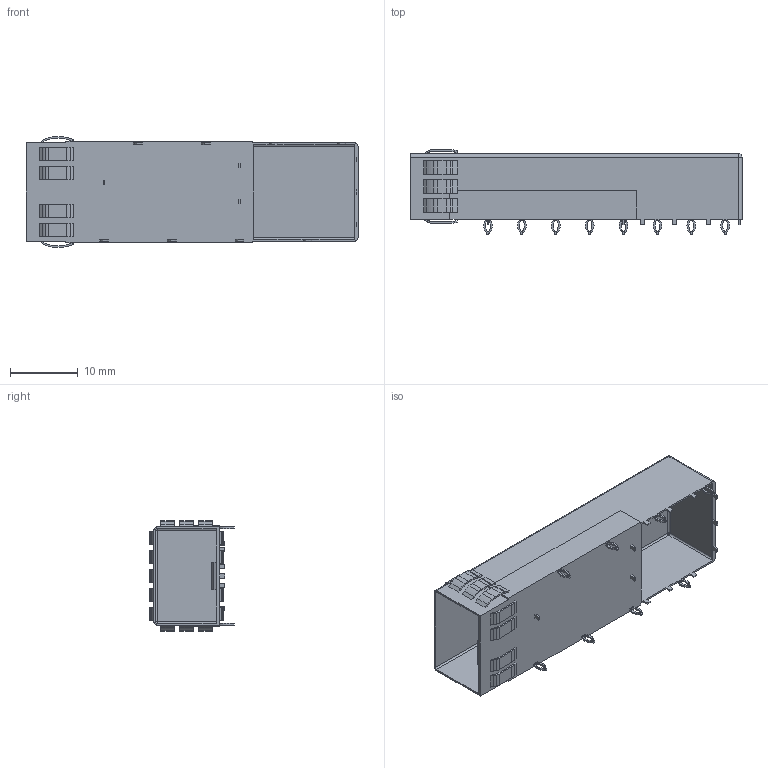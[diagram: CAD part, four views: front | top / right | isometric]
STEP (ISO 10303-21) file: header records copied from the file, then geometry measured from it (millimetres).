
FILE_DESCRIPTION (( 'STEP AP214' ), '1' );
FILE_NAME ('U77-A1618-200T.STEP', '2023-10-09T18:45:55', ( 'USER' ), ( '' ), 'SwSTEP 2.0', 'SolidWorks 2016', '' );
FILE_SCHEMA (( 'AUTOMOTIVE_DESIGN' ));
Length unit declared in the file: millimetre
Products named in the file (1): U77-A1618-200T
Bounding box: 48.98 x 12.45 x 16.3 mm (x, y, z)
Volume: 750.1 mm3; surface area: 4861.5 mm2
Topology: 1 solids, 1 shells, 483 faces, 1359 edges, 896 vertices
Faces by surface type: plane 270, cylinder 193, bspline 18, sphere 2
Entity records: 15719 total; most frequent: CARTESIAN_POINT 2973, ORIENTED_EDGE 2710, DIRECTION 2641, EDGE_CURVE 1355, LINE 937, VECTOR 937, VERTEX_POINT 896, AXIS2_PLACEMENT_3D 852
